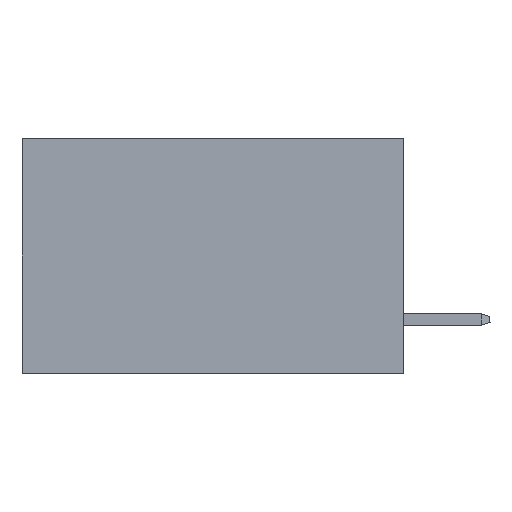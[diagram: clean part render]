
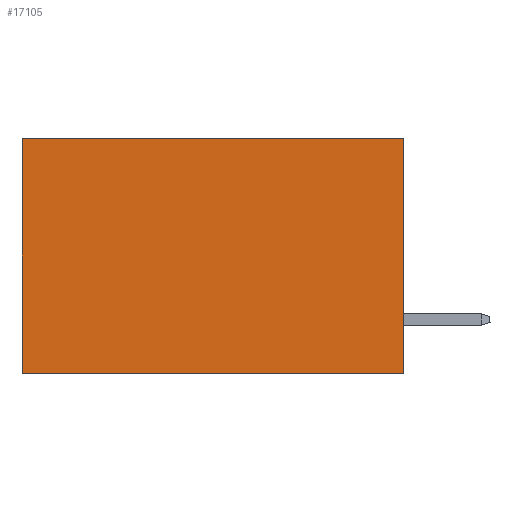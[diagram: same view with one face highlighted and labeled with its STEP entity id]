
A CAD part, left-side view. The second image highlights one B-rep face of the part: STEP entity #17105.
In plain terms, the highlighted planar face has unit normal (-1, 0, 0).
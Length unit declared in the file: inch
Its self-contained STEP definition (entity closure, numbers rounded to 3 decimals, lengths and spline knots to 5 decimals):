
#567 = VERTEX_POINT ( 'NONE', #6198 ) ;
#2321 = AXIS2_PLACEMENT_3D ( 'NONE', #41835, #19135, #35696 ) ;
#3240 = DIRECTION ( 'NONE',  ( 0., 1., 0. ) ) ;
#5419 = LINE ( 'NONE', #24130, #12908 ) ;
#6198 = CARTESIAN_POINT ( 'NONE',  ( 0.2875, 0.6, 0. ) ) ;
#6424 = CARTESIAN_POINT ( 'NONE',  ( 0.2875, 0., -0.37 ) ) ;
#10645 = LINE ( 'NONE', #20600, #23318 ) ;
#11311 = ORIENTED_EDGE ( 'NONE', *, *, #30131, .F. ) ;
#12908 = VECTOR ( 'NONE', #31328, 39.37008 ) ;
#15969 = FACE_OUTER_BOUND ( 'NONE', #21690, .T. ) ;
#17105 = ADVANCED_FACE ( 'NONE', ( #15969 ), #31887, .F. ) ;
#17184 = CARTESIAN_POINT ( 'NONE',  ( 0.2875, 0., 0. ) ) ;
#17203 = EDGE_CURVE ( 'NONE', #567, #25638, #10645, .T. ) ;
#17325 = ORIENTED_EDGE ( 'NONE', *, *, #35318, .T. ) ;
#19135 = DIRECTION ( 'NONE',  ( 1., 0., 0. ) ) ;
#20600 = CARTESIAN_POINT ( 'NONE',  ( 0.2875, 0.6, 0. ) ) ;
#20949 = VECTOR ( 'NONE', #3240, 39.37008 ) ;
#21690 = EDGE_LOOP ( 'NONE', ( #23735, #30797, #11311, #17325 ) ) ;
#21807 = VERTEX_POINT ( 'NONE', #38277 ) ;
#21928 = VERTEX_POINT ( 'NONE', #32965 ) ;
#23203 = CARTESIAN_POINT ( 'NONE',  ( 0.2875, 0.6, -0.37 ) ) ;
#23318 = VECTOR ( 'NONE', #29560, 39.37008 ) ;
#23735 = ORIENTED_EDGE ( 'NONE', *, *, #17203, .T. ) ;
#24130 = CARTESIAN_POINT ( 'NONE',  ( 0.2875, 0., 0. ) ) ;
#24138 = VECTOR ( 'NONE', #30352, 39.37008 ) ;
#25638 = VERTEX_POINT ( 'NONE', #23203 ) ;
#27593 = LINE ( 'NONE', #17184, #24138 ) ;
#29560 = DIRECTION ( 'NONE',  ( 0., 0., -1. ) ) ;
#30131 = EDGE_CURVE ( 'NONE', #21807, #21928, #27593, .T. ) ;
#30352 = DIRECTION ( 'NONE',  ( 0., 0., -1. ) ) ;
#30797 = ORIENTED_EDGE ( 'NONE', *, *, #34248, .F. ) ;
#31328 = DIRECTION ( 'NONE',  ( 0., 1., 0. ) ) ;
#31887 = PLANE ( 'NONE',  #2321 ) ;
#32965 = CARTESIAN_POINT ( 'NONE',  ( 0.2875, 0., -0.37 ) ) ;
#34248 = EDGE_CURVE ( 'NONE', #21928, #25638, #35492, .T. ) ;
#35318 = EDGE_CURVE ( 'NONE', #21807, #567, #5419, .T. ) ;
#35492 = LINE ( 'NONE', #6424, #20949 ) ;
#35696 = DIRECTION ( 'NONE',  ( 0., 0., -1. ) ) ;
#38277 = CARTESIAN_POINT ( 'NONE',  ( 0.2875, 0., 0. ) ) ;
#41835 = CARTESIAN_POINT ( 'NONE',  ( 0.2875, 0., 0. ) ) ;
